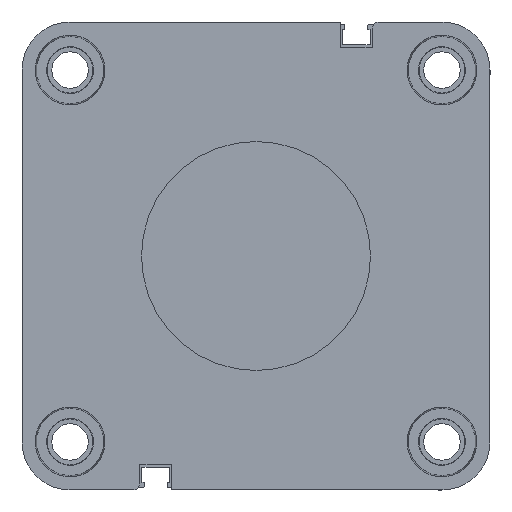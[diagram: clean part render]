
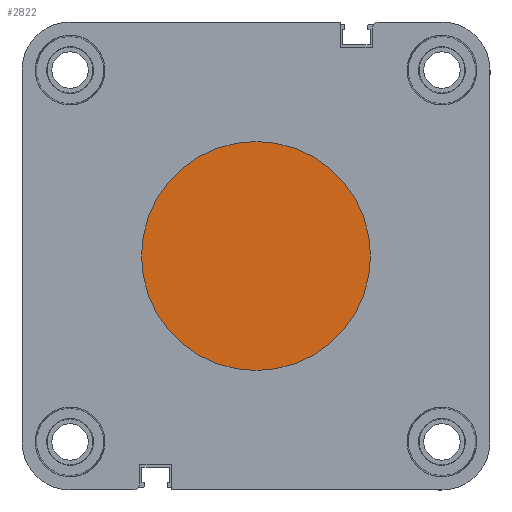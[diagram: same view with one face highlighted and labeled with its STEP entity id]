
A CAD part, left-side view. The second image highlights one B-rep face of the part: STEP entity #2822.
In plain terms, the highlighted planar face has unit normal (-1, 0, 0).
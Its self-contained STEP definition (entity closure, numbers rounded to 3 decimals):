
#257 = CARTESIAN_POINT ( 'NONE',  ( 0., 0., 0. ) ) ;
#1472 = CIRCLE ( 'NONE', #5673, 27.4 ) ;
#2340 = EDGE_CURVE ( 'NONE', #11549, #10712, #4317, .T. ) ;
#2430 = DIRECTION ( 'NONE',  ( -1., 0., 0. ) ) ;
#2822 = ADVANCED_FACE ( 'NONE', ( #3930 ), #3482, .T. ) ;
#3482 = PLANE ( 'NONE',  #14617 ) ;
#3759 = CARTESIAN_POINT ( 'NONE',  ( 0., 0., 27.4 ) ) ;
#3774 = ORIENTED_EDGE ( 'NONE', *, *, #2340, .T. ) ;
#3930 = FACE_OUTER_BOUND ( 'NONE', #11130, .T. ) ;
#4178 = DIRECTION ( 'NONE',  ( -1., 0., 0. ) ) ;
#4317 = CIRCLE ( 'NONE', #8511, 27.4 ) ;
#5673 = AXIS2_PLACEMENT_3D ( 'NONE', #6597, #4178, #11040 ) ;
#5856 = CARTESIAN_POINT ( 'NONE',  ( 0., 0., 0. ) ) ;
#6597 = CARTESIAN_POINT ( 'NONE',  ( 0., 0., 0. ) ) ;
#8165 = DIRECTION ( 'NONE',  ( 0., 0., 1. ) ) ;
#8183 = DIRECTION ( 'NONE',  ( 0., 0., 1. ) ) ;
#8326 = EDGE_CURVE ( 'NONE', #10712, #11549, #1472, .T. ) ;
#8511 = AXIS2_PLACEMENT_3D ( 'NONE', #257, #2430, #8183 ) ;
#9773 = ORIENTED_EDGE ( 'NONE', *, *, #8326, .T. ) ;
#10712 = VERTEX_POINT ( 'NONE', #14715 ) ;
#11040 = DIRECTION ( 'NONE',  ( 0., 0., 1. ) ) ;
#11130 = EDGE_LOOP ( 'NONE', ( #3774, #9773 ) ) ;
#11549 = VERTEX_POINT ( 'NONE', #3759 ) ;
#14019 = DIRECTION ( 'NONE',  ( -1., 0., 0. ) ) ;
#14617 = AXIS2_PLACEMENT_3D ( 'NONE', #5856, #14019, #8165 ) ;
#14715 = CARTESIAN_POINT ( 'NONE',  ( 0., 0., -27.4 ) ) ;
